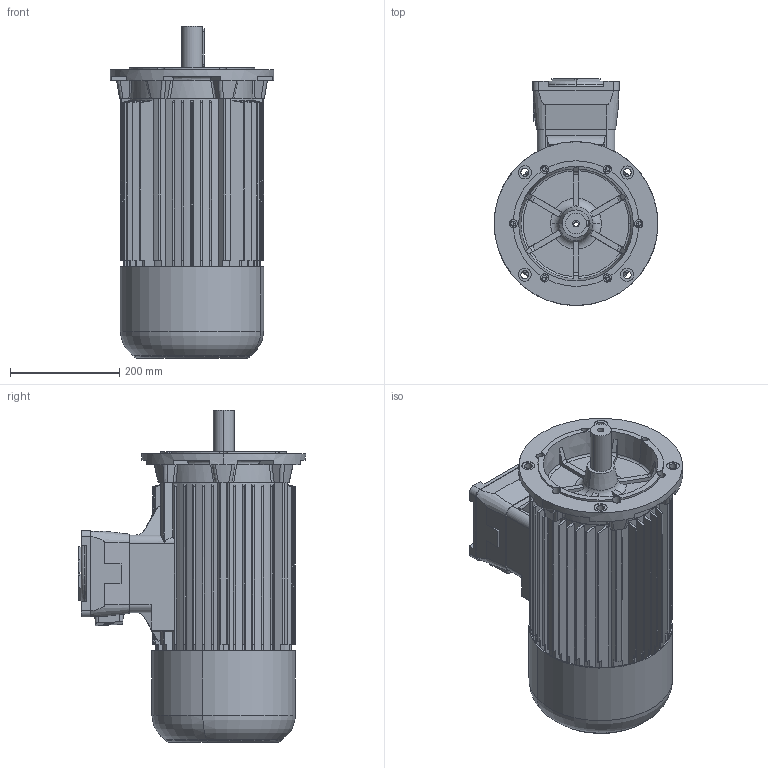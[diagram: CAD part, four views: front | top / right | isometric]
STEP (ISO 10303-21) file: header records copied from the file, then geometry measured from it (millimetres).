
FILE_DESCRIPTION (( 'STEP AP214' ), '1' );
FILE_NAME ('E3 ASA 132 Sa B5.STEP', '2021-05-27T05:13:00', ( '' ), ( '' ), 'SwSTEP 2.0', 'SolidWorks 2021', '' );
FILE_SCHEMA (( 'AUTOMOTIVE_DESIGN' ));
Length unit declared in the file: millimetre
Products named in the file (1): E3 ASA 132 Sa B5
Bounding box: 300 x 416 x 608 mm (x, y, z)
Surface area: 1535015.1 mm2 (no closed solid volume)
Topology: 0 solids, 5 shells, 1498 faces, 4526 edges, 3028 vertices
Faces by surface type: plane 1161, cylinder 233, cone 51, torus 29, bspline 24
Entity records: 70204 total; most frequent: CARTESIAN_POINT 12532, ORIENTED_EDGE 8794, DIRECTION 7755, EDGE_CURVE 4526, VECTOR 3533, LINE 3533, VERTEX_POINT 3028, AXIS2_PLACEMENT_3D 2111
